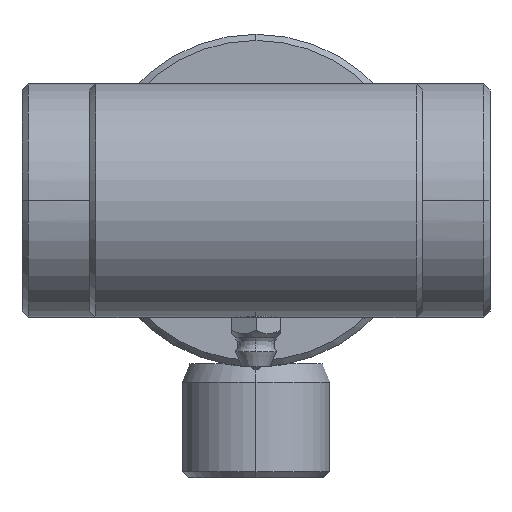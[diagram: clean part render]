
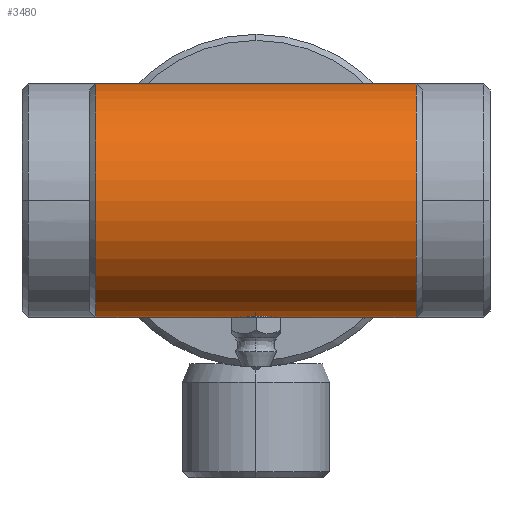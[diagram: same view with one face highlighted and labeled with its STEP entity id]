
A CAD part, left-side view. The second image highlights one B-rep face of the part: STEP entity #3480.
In plain terms, the highlighted cylindrical face has radius 19 mm (diameter 38 mm), a partial arc.
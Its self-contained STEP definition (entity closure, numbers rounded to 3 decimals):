
#345 = DIRECTION ( 'NONE',  ( 0., 1., 0. ) ) ;
#390 = CARTESIAN_POINT ( 'NONE',  ( -20.152, -2.17, -18.959 ) ) ;
#460 = CARTESIAN_POINT ( 'NONE',  ( -18.9, 2.5, -19. ) ) ;
#537 = CARTESIAN_POINT ( 'NONE',  ( -19.549, 2.42, -18.99 ) ) ;
#580 = DIRECTION ( 'NONE',  ( 0., 0., 1. ) ) ;
#607 = CARTESIAN_POINT ( 'NONE',  ( -20.007, 2.247, -18.968 ) ) ;
#612 = VERTEX_POINT ( 'NONE', #1722 ) ;
#623 = EDGE_CURVE ( 'NONE', #1874, #3606, #1498, .T. ) ;
#652 = CARTESIAN_POINT ( 'NONE',  ( -18.9, -27., 0. ) ) ;
#667 = AXIS2_PLACEMENT_3D ( 'NONE', #2097, #4829, #580 ) ;
#694 = CYLINDRICAL_SURFACE ( 'NONE', #1641, 19. ) ;
#794 = CARTESIAN_POINT ( 'NONE',  ( -20.424, -1.989, -18.939 ) ) ;
#828 = B_SPLINE_CURVE_WITH_KNOTS ( 'NONE', 3,
 ( #4248, #4284, #2331, #1916, #4298, #1567, #390, #794, #1900, #2346, #4645, #2300, #2314, #5049 ),
 .UNSPECIFIED., .F., .F.,
 ( 4, 2, 2, 2, 2, 2, 4 ),
 ( 0.012, 0.012, 0.013, 0.013, 0.014, 0.015, 0.016 ),
 .UNSPECIFIED. ) ;
#856 = ORIENTED_EDGE ( 'NONE', *, *, #3365, .F. ) ;
#951 = CARTESIAN_POINT ( 'NONE',  ( -19.226, 2.484, -18.998 ) ) ;
#993 = CARTESIAN_POINT ( 'NONE',  ( -20.888, 1.525, -18.896 ) ) ;
#1036 = CARTESIAN_POINT ( 'NONE',  ( -18.9, -27., -19. ) ) ;
#1078 = DIRECTION ( 'NONE',  ( 0., 0., 1. ) ) ;
#1128 = AXIS2_PLACEMENT_3D ( 'NONE', #4830, #1675, #2463 ) ;
#1159 = ORIENTED_EDGE ( 'NONE', *, *, #1652, .T. ) ;
#1188 = CARTESIAN_POINT ( 'NONE',  ( -18.9, -27., 19. ) ) ;
#1217 = ORIENTED_EDGE ( 'NONE', *, *, #623, .T. ) ;
#1342 = CARTESIAN_POINT ( 'NONE',  ( -20.426, 1.987, -18.939 ) ) ;
#1360 = CARTESIAN_POINT ( 'NONE',  ( -21.384, 0.328, -18.837 ) ) ;
#1372 = CARTESIAN_POINT ( 'NONE',  ( -19.706, 2.372, -18.983 ) ) ;
#1466 = VERTEX_POINT ( 'NONE', #4930 ) ;
#1467 = ORIENTED_EDGE ( 'NONE', *, *, #1946, .T. ) ;
#1498 = CIRCLE ( 'NONE', #1128, 19. ) ;
#1567 = CARTESIAN_POINT ( 'NONE',  ( -20.009, -2.247, -18.968 ) ) ;
#1641 = AXIS2_PLACEMENT_3D ( 'NONE', #652, #1852, #1078 ) ;
#1652 = EDGE_CURVE ( 'NONE', #4068, #1874, #3313, .T. ) ;
#1675 = DIRECTION ( 'NONE',  ( 0., -1., 0. ) ) ;
#1722 = CARTESIAN_POINT ( 'NONE',  ( -18.9, -2.5, -19. ) ) ;
#1840 = EDGE_CURVE ( 'NONE', #4869, #612, #2517, .T. ) ;
#1852 = DIRECTION ( 'NONE',  ( 0., 1., 0. ) ) ;
#1874 = VERTEX_POINT ( 'NONE', #2461 ) ;
#1900 = CARTESIAN_POINT ( 'NONE',  ( -20.552, -1.883, -18.928 ) ) ;
#1916 = CARTESIAN_POINT ( 'NONE',  ( -19.547, -2.42, -18.99 ) ) ;
#1946 = EDGE_CURVE ( 'NONE', #4869, #4068, #4460, .T. ) ;
#2006 = LINE ( 'NONE', #1036, #4445 ) ;
#2033 = CARTESIAN_POINT ( 'NONE',  ( -18.9, -26., -19. ) ) ;
#2097 = CARTESIAN_POINT ( 'NONE',  ( -18.9, -26., 0. ) ) ;
#2288 = EDGE_CURVE ( 'NONE', #612, #1466, #828, .T. ) ;
#2300 = CARTESIAN_POINT ( 'NONE',  ( -21.333, -0.659, -18.844 ) ) ;
#2314 = CARTESIAN_POINT ( 'NONE',  ( -21.4, -0.331, -18.835 ) ) ;
#2322 = FACE_OUTER_BOUND ( 'NONE', #2429, .T. ) ;
#2331 = CARTESIAN_POINT ( 'NONE',  ( -19.228, -2.484, -18.998 ) ) ;
#2346 = CARTESIAN_POINT ( 'NONE',  ( -20.897, -1.538, -18.896 ) ) ;
#2420 = VERTEX_POINT ( 'NONE', #460 ) ;
#2429 = EDGE_LOOP ( 'NONE', ( #2439, #1467, #1159, #1217, #2617, #856, #4332 ) ) ;
#2439 = ORIENTED_EDGE ( 'NONE', *, *, #1840, .F. ) ;
#2443 = DIRECTION ( 'NONE',  ( 0., 1., 0. ) ) ;
#2461 = CARTESIAN_POINT ( 'NONE',  ( -18.9, 26., 19. ) ) ;
#2463 = DIRECTION ( 'NONE',  ( 0., 0., 1. ) ) ;
#2517 = LINE ( 'NONE', #4413, #4714 ) ;
#2522 = VECTOR ( 'NONE', #345, 1000. ) ;
#2569 = CARTESIAN_POINT ( 'NONE',  ( -21.4, 0., -18.835 ) ) ;
#2617 = ORIENTED_EDGE ( 'NONE', *, *, #4036, .F. ) ;
#2887 = CARTESIAN_POINT ( 'NONE',  ( -20.552, 1.884, -18.928 ) ) ;
#2922 = CARTESIAN_POINT ( 'NONE',  ( -21.069, 1.253, -18.876 ) ) ;
#3064 = CARTESIAN_POINT ( 'NONE',  ( -18.9, 26., -19. ) ) ;
#3301 = CARTESIAN_POINT ( 'NONE',  ( -21.146, 1.11, -18.867 ) ) ;
#3313 = LINE ( 'NONE', #1188, #2522 ) ;
#3365 = EDGE_CURVE ( 'NONE', #1466, #2420, #4168, .T. ) ;
#3480 = ADVANCED_FACE ( 'NONE', ( #2322 ), #694, .T. ) ;
#3606 = VERTEX_POINT ( 'NONE', #3064 ) ;
#3688 = CARTESIAN_POINT ( 'NONE',  ( -20.153, 2.17, -18.959 ) ) ;
#3702 = CARTESIAN_POINT ( 'NONE',  ( -20.782, 1.653, -18.907 ) ) ;
#4036 = EDGE_CURVE ( 'NONE', #2420, #3606, #2006, .T. ) ;
#4054 = CARTESIAN_POINT ( 'NONE',  ( -21.4, 0.165, -18.835 ) ) ;
#4068 = VERTEX_POINT ( 'NONE', #4192 ) ;
#4071 = CARTESIAN_POINT ( 'NONE',  ( -21.272, 0.807, -18.851 ) ) ;
#4094 = CARTESIAN_POINT ( 'NONE',  ( -19.063, 2.5, -19. ) ) ;
#4119 = DIRECTION ( 'NONE',  ( 0., 1., 0. ) ) ;
#4168 = B_SPLINE_CURVE_WITH_KNOTS ( 'NONE', 3,
 ( #2569, #4054, #1360, #4508, #4071, #3301, #2922, #993, #3702, #2887, #1342, #3688, #607, #1372, #537, #951, #4094, #4862 ),
 .UNSPECIFIED., .F., .F.,
 ( 4, 2, 2, 2, 2, 2, 2, 2, 4 ),
 ( 0., 0., 0.001, 0.001, 0.002, 0.002, 0.003, 0.003, 0.004 ),
 .UNSPECIFIED. ) ;
#4192 = CARTESIAN_POINT ( 'NONE',  ( -18.9, -26., 19. ) ) ;
#4248 = CARTESIAN_POINT ( 'NONE',  ( -18.9, -2.5, -19. ) ) ;
#4284 = CARTESIAN_POINT ( 'NONE',  ( -19.065, -2.5, -19. ) ) ;
#4298 = CARTESIAN_POINT ( 'NONE',  ( -19.706, -2.372, -18.983 ) ) ;
#4332 = ORIENTED_EDGE ( 'NONE', *, *, #2288, .F. ) ;
#4413 = CARTESIAN_POINT ( 'NONE',  ( -18.9, -27., -19. ) ) ;
#4445 = VECTOR ( 'NONE', #4119, 1000. ) ;
#4460 = CIRCLE ( 'NONE', #667, 19. ) ;
#4508 = CARTESIAN_POINT ( 'NONE',  ( -21.32, 0.648, -18.845 ) ) ;
#4645 = CARTESIAN_POINT ( 'NONE',  ( -21.084, -1.26, -18.875 ) ) ;
#4714 = VECTOR ( 'NONE', #2443, 1000. ) ;
#4829 = DIRECTION ( 'NONE',  ( 0., 1., 0. ) ) ;
#4830 = CARTESIAN_POINT ( 'NONE',  ( -18.9, 26., 0. ) ) ;
#4862 = CARTESIAN_POINT ( 'NONE',  ( -18.9, 2.5, -19. ) ) ;
#4869 = VERTEX_POINT ( 'NONE', #2033 ) ;
#4930 = CARTESIAN_POINT ( 'NONE',  ( -21.4, 0., -18.835 ) ) ;
#5049 = CARTESIAN_POINT ( 'NONE',  ( -21.4, 0., -18.835 ) ) ;
